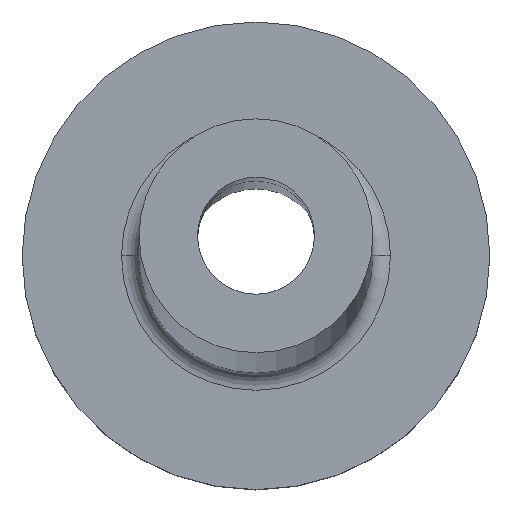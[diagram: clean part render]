
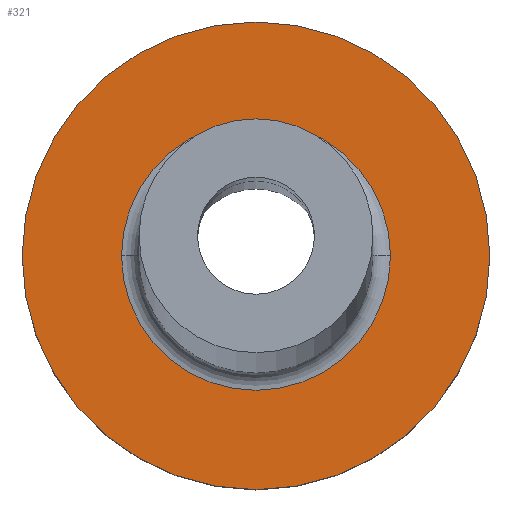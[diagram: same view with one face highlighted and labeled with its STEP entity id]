
A CAD part, top view. The second image highlights one B-rep face of the part: STEP entity #321.
In plain terms, the highlighted planar face has unit normal (0, 0, 1).
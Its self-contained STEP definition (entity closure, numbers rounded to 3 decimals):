
#11 = ORIENTED_EDGE ( 'NONE', *, *, #242, .T. ) ;
#31 = CARTESIAN_POINT ( 'NONE',  ( 2.3, 0., 3. ) ) ;
#34 = CARTESIAN_POINT ( 'NONE',  ( 0., 0., 3. ) ) ;
#38 = AXIS2_PLACEMENT_3D ( 'NONE', #387, #422, #383 ) ;
#50 = CIRCLE ( 'NONE', #217, 2.3 ) ;
#102 = EDGE_LOOP ( 'NONE', ( #11, #141 ) ) ;
#107 = CIRCLE ( 'NONE', #38, 4. ) ;
#117 = AXIS2_PLACEMENT_3D ( 'NONE', #386, #151, #295 ) ;
#126 = EDGE_CURVE ( 'NONE', #241, #179, #253, .T. ) ;
#141 = ORIENTED_EDGE ( 'NONE', *, *, #304, .T. ) ;
#142 = CIRCLE ( 'NONE', #330, 2.3 ) ;
#143 = DIRECTION ( 'NONE',  ( 0., 0., 1. ) ) ;
#144 = PLANE ( 'NONE',  #188 ) ;
#151 = DIRECTION ( 'NONE',  ( 0., 0., 1. ) ) ;
#158 = VERTEX_POINT ( 'NONE', #31 ) ;
#165 = CARTESIAN_POINT ( 'NONE',  ( -4., 0., 3. ) ) ;
#171 = EDGE_LOOP ( 'NONE', ( #177, #233 ) ) ;
#174 = DIRECTION ( 'NONE',  ( 1., 0., 0. ) ) ;
#177 = ORIENTED_EDGE ( 'NONE', *, *, #226, .T. ) ;
#179 = VERTEX_POINT ( 'NONE', #165 ) ;
#182 = CARTESIAN_POINT ( 'NONE',  ( 0., 0., 3. ) ) ;
#188 = AXIS2_PLACEMENT_3D ( 'NONE', #182, #143, #174 ) ;
#217 = AXIS2_PLACEMENT_3D ( 'NONE', #34, #362, #427 ) ;
#226 = EDGE_CURVE ( 'NONE', #179, #241, #107, .T. ) ;
#233 = ORIENTED_EDGE ( 'NONE', *, *, #126, .T. ) ;
#235 = CARTESIAN_POINT ( 'NONE',  ( 0., 0., 3. ) ) ;
#241 = VERTEX_POINT ( 'NONE', #243 ) ;
#242 = EDGE_CURVE ( 'NONE', #158, #404, #142, .T. ) ;
#243 = CARTESIAN_POINT ( 'NONE',  ( 4., 0., 3. ) ) ;
#253 = CIRCLE ( 'NONE', #117, 4. ) ;
#295 = DIRECTION ( 'NONE',  ( 1., 0., 0. ) ) ;
#300 = DIRECTION ( 'NONE',  ( 1., 0., 0. ) ) ;
#304 = EDGE_CURVE ( 'NONE', #404, #158, #50, .T. ) ;
#321 = ADVANCED_FACE ( 'NONE', ( #359, #331 ), #144, .T. ) ;
#330 = AXIS2_PLACEMENT_3D ( 'NONE', #235, #391, #300 ) ;
#331 = FACE_OUTER_BOUND ( 'NONE', #171, .T. ) ;
#341 = CARTESIAN_POINT ( 'NONE',  ( -2.3, 0., 3. ) ) ;
#359 = FACE_BOUND ( 'NONE', #102, .T. ) ;
#362 = DIRECTION ( 'NONE',  ( 0., 0., -1. ) ) ;
#383 = DIRECTION ( 'NONE',  ( 1., 0., 0. ) ) ;
#386 = CARTESIAN_POINT ( 'NONE',  ( 0., 0., 3. ) ) ;
#387 = CARTESIAN_POINT ( 'NONE',  ( 0., 0., 3. ) ) ;
#391 = DIRECTION ( 'NONE',  ( 0., 0., -1. ) ) ;
#404 = VERTEX_POINT ( 'NONE', #341 ) ;
#422 = DIRECTION ( 'NONE',  ( 0., 0., 1. ) ) ;
#427 = DIRECTION ( 'NONE',  ( 1., 0., 0. ) ) ;
